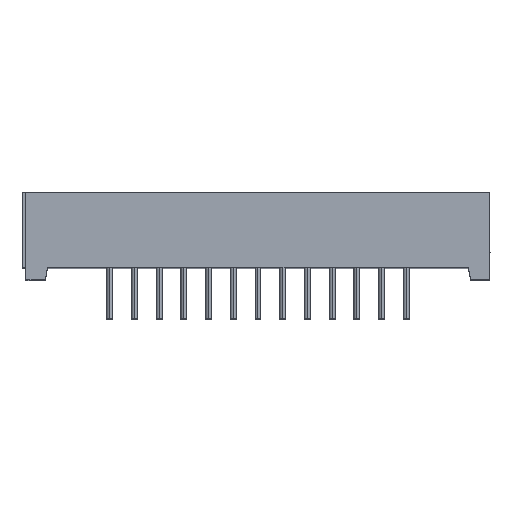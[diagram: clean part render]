
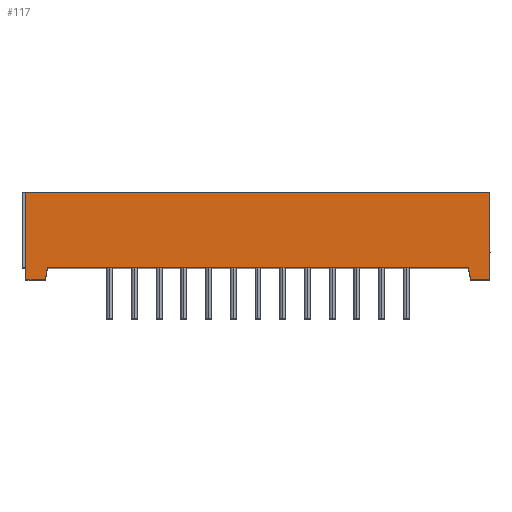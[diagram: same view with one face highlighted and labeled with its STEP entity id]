
A CAD part, top view. The second image highlights one B-rep face of the part: STEP entity #117.
In plain terms, the highlighted planar face has unit normal (0, 0, 1).
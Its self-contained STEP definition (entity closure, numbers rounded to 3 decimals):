
#48 = VERTEX_POINT ( 'NONE', #10800 ) ;
#57 = EDGE_LOOP ( 'NONE', ( #60, #152, #147, #145, #143, #140, #139, #135 ) ) ;
#60 = ORIENTED_EDGE ( 'NONE', *, *, #97, .F. ) ;
#97 = EDGE_CURVE ( 'NONE', #48, #8347, #10977, .T. ) ;
#117 = ADVANCED_FACE ( 'NONE', ( #10991 ), #11039, .F. ) ;
#135 = ORIENTED_EDGE ( 'NONE', *, *, #8349, .T. ) ;
#139 = ORIENTED_EDGE ( 'NONE', *, *, #8644, .T. ) ;
#140 = ORIENTED_EDGE ( 'NONE', *, *, #9674, .F. ) ;
#142 = EDGE_CURVE ( 'NONE', #9673, #8465, #11067, .T. ) ;
#143 = ORIENTED_EDGE ( 'NONE', *, *, #142, .F. ) ;
#145 = ORIENTED_EDGE ( 'NONE', *, *, #8377, .F. ) ;
#147 = ORIENTED_EDGE ( 'NONE', *, *, #8437, .F. ) ;
#148 = EDGE_CURVE ( 'NONE', #8438, #48, #11059, .T. ) ;
#152 = ORIENTED_EDGE ( 'NONE', *, *, #148, .F. ) ;
#8347 = VERTEX_POINT ( 'NONE', #23267 ) ;
#8349 = EDGE_CURVE ( 'NONE', #8365, #8347, #23265, .T. ) ;
#8365 = VERTEX_POINT ( 'NONE', #23323 ) ;
#8377 = EDGE_CURVE ( 'NONE', #8465, #8378, #23381, .T. ) ;
#8378 = VERTEX_POINT ( 'NONE', #23377 ) ;
#8437 = EDGE_CURVE ( 'NONE', #8378, #8438, #23540, .T. ) ;
#8438 = VERTEX_POINT ( 'NONE', #23536 ) ;
#8465 = VERTEX_POINT ( 'NONE', #23559 ) ;
#8644 = EDGE_CURVE ( 'NONE', #9677, #8365, #23898, .T. ) ;
#9673 = VERTEX_POINT ( 'NONE', #26433 ) ;
#9674 = EDGE_CURVE ( 'NONE', #9677, #9673, #26432, .T. ) ;
#9677 = VERTEX_POINT ( 'NONE', #26427 ) ;
#10800 = CARTESIAN_POINT ( 'NONE',  ( -21.85, -4.5, 23.85 ) ) ;
#10974 = DIRECTION ( 'NONE',  ( -1., 0., 0. ) ) ;
#10975 = VECTOR ( 'NONE', #10974, 1000. ) ;
#10976 = CARTESIAN_POINT ( 'NONE',  ( 23.85, -4.5, 23.85 ) ) ;
#10977 = LINE ( 'NONE', #10976, #10975 ) ;
#10991 = FACE_OUTER_BOUND ( 'NONE', #57, .T. ) ;
#11034 = DIRECTION ( 'NONE',  ( -1., 0., 0. ) ) ;
#11035 = DIRECTION ( 'NONE',  ( 0., 0., -1. ) ) ;
#11036 = CARTESIAN_POINT ( 'NONE',  ( 23.85, 0., 23.85 ) ) ;
#11037 = AXIS2_PLACEMENT_3D ( 'NONE', #11036, #11035, #11034 ) ;
#11039 = PLANE ( 'NONE',  #11037 ) ;
#11056 = DIRECTION ( 'NONE',  ( -0.174, -0.985, 0. ) ) ;
#11057 = VECTOR ( 'NONE', #11056, 1000. ) ;
#11058 = CARTESIAN_POINT ( 'NONE',  ( -21.564, -2.88, 23.85 ) ) ;
#11059 = LINE ( 'NONE', #11058, #11057 ) ;
#11060 = DIRECTION ( 'NONE',  ( -1., 0., 0. ) ) ;
#11061 = VECTOR ( 'NONE', #11060, 1000. ) ;
#11062 = CARTESIAN_POINT ( 'NONE',  ( 23.85, -4.5, 23.85 ) ) ;
#11067 = LINE ( 'NONE', #11062, #11061 ) ;
#23262 = DIRECTION ( 'NONE',  ( 0., -1., 0. ) ) ;
#23263 = VECTOR ( 'NONE', #23262, 1000. ) ;
#23264 = CARTESIAN_POINT ( 'NONE',  ( -23.85, 0., 23.85 ) ) ;
#23265 = LINE ( 'NONE', #23264, #23263 ) ;
#23267 = CARTESIAN_POINT ( 'NONE',  ( -23.85, -4.5, 23.85 ) ) ;
#23323 = CARTESIAN_POINT ( 'NONE',  ( -23.85, 4.5, 23.85 ) ) ;
#23377 = CARTESIAN_POINT ( 'NONE',  ( 21.63, -3.25, 23.85 ) ) ;
#23378 = DIRECTION ( 'NONE',  ( -0.174, 0.985, 0. ) ) ;
#23379 = VECTOR ( 'NONE', #23378, 1000. ) ;
#23380 = CARTESIAN_POINT ( 'NONE',  ( 19.279, 10.082, 23.85 ) ) ;
#23381 = LINE ( 'NONE', #23380, #23379 ) ;
#23536 = CARTESIAN_POINT ( 'NONE',  ( -21.63, -3.25, 23.85 ) ) ;
#23537 = DIRECTION ( 'NONE',  ( -1., 0., 0. ) ) ;
#23538 = VECTOR ( 'NONE', #23537, 1000. ) ;
#23539 = CARTESIAN_POINT ( 'NONE',  ( -37.898, -3.25, 23.85 ) ) ;
#23540 = LINE ( 'NONE', #23539, #23538 ) ;
#23559 = CARTESIAN_POINT ( 'NONE',  ( 21.85, -4.5, 23.85 ) ) ;
#23895 = DIRECTION ( 'NONE',  ( -1., 0., 0. ) ) ;
#23896 = VECTOR ( 'NONE', #23895, 1000. ) ;
#23897 = CARTESIAN_POINT ( 'NONE',  ( 23.85, 4.5, 23.85 ) ) ;
#23898 = LINE ( 'NONE', #23897, #23896 ) ;
#26427 = CARTESIAN_POINT ( 'NONE',  ( 23.85, 4.5, 23.85 ) ) ;
#26429 = DIRECTION ( 'NONE',  ( 0., -1., 0. ) ) ;
#26430 = VECTOR ( 'NONE', #26429, 1000. ) ;
#26431 = CARTESIAN_POINT ( 'NONE',  ( 23.85, 0., 23.85 ) ) ;
#26432 = LINE ( 'NONE', #26431, #26430 ) ;
#26433 = CARTESIAN_POINT ( 'NONE',  ( 23.85, -4.5, 23.85 ) ) ;
